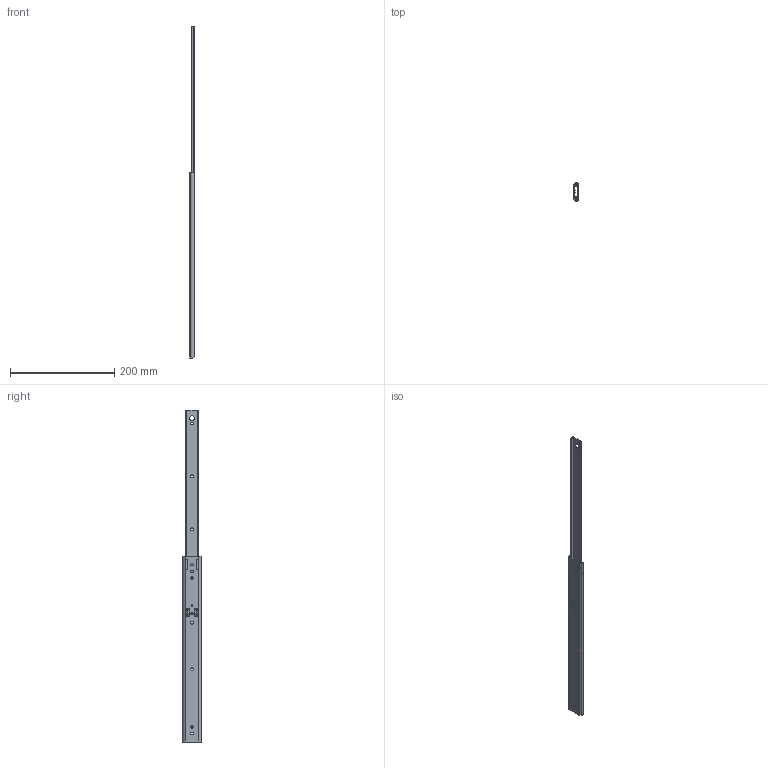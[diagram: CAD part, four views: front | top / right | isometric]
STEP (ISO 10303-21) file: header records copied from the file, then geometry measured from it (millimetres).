
FILE_DESCRIPTION (( 'STEP AP203' ), '1' );
FILE_NAME ('U22-14.STEP', '2020-07-03T05:32:03', ( '' ), ( '' ), 'SwSTEP 2.0', 'SolidWorks 2019', '' );
FILE_SCHEMA (( 'CONFIG_CONTROL_DESIGN' ));
Length unit declared in the file: millimetre
Products named in the file (6): PN284-1 リードイン　 ; U22-14; PN101リベット; OM U22-14; PN84 バネ; IM U22-14
Assembly tree (5 placements, depth 2):
  U22-14
    OM U22-14
    PN284-1 リードイン　 
    PN84 バネ
    PN101リベット
    IM U22-14
Bounding box: 9.5 x 35.08 x 636.3 mm (x, y, z)
Volume: 42503.1 mm3; surface area: 60012.8 mm2
Topology: 5 solids, 5 shells, 286 faces, 808 edges, 532 vertices
Faces by surface type: plane 151, cylinder 131, bspline 4
Entity records: 10642 total; most frequent: CARTESIAN_POINT 2510, ORIENTED_EDGE 1616, DIRECTION 1538, EDGE_CURVE 808, VERTEX_POINT 532, AXIS2_PLACEMENT_3D 524, VECTOR 490, LINE 490
